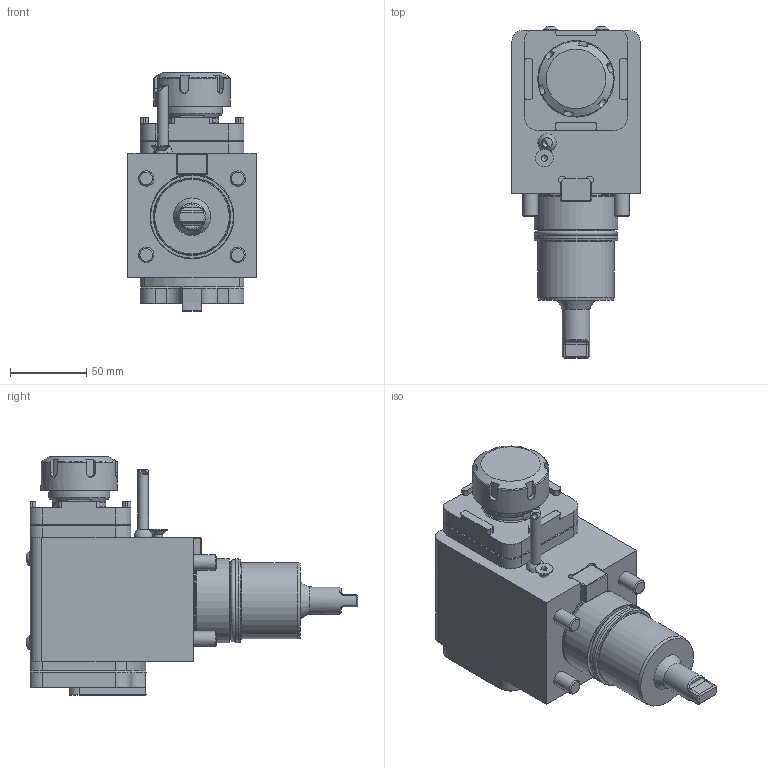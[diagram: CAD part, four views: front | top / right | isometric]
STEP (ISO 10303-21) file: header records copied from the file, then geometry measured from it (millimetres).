
FILE_DESCRIPTION (( 'STEP AP214' ), '1' );
FILE_NAME ('RRPPH32431UN55.STEP', '2023-01-16T09:02:24', ( '' ), ( '' ), 'SwSTEP 2.0', 'SolidWorks 2016', '' );
FILE_SCHEMA (( 'AUTOMOTIVE_DESIGN' ));
Length unit declared in the file: millimetre
Products named in the file (1): RRPPH32431UN55
Bounding box: 84 x 217.45 x 156.41 mm (x, y, z)
Volume: 1122751.2 mm3; surface area: 86849.4 mm2
Topology: 4 solids, 4 shells, 679 faces, 1786 edges, 1162 vertices
Faces by surface type: plane 419, cylinder 102, bspline 88, cone 47, torus 18, sphere 5
Full cylindrical faces by diameter (mm): 1.7 x1, 2.1 x1, 4 x1, 6 x1, 6.366 x1, 7 x1, 9.5 x4, 10 x4, 11.57 x1, 18 x1, 40 x1, 49.7 x1, 50 x2, 54.6 x1, 55 x2
Entity records: 29461 total; most frequent: CARTESIAN_POINT 10164, ORIENTED_EDGE 3404, DIRECTION 2897, EDGE_CURVE 1702, VERTEX_POINT 1131, LINE 1129, VECTOR 1129, AXIS2_PLACEMENT_3D 884
